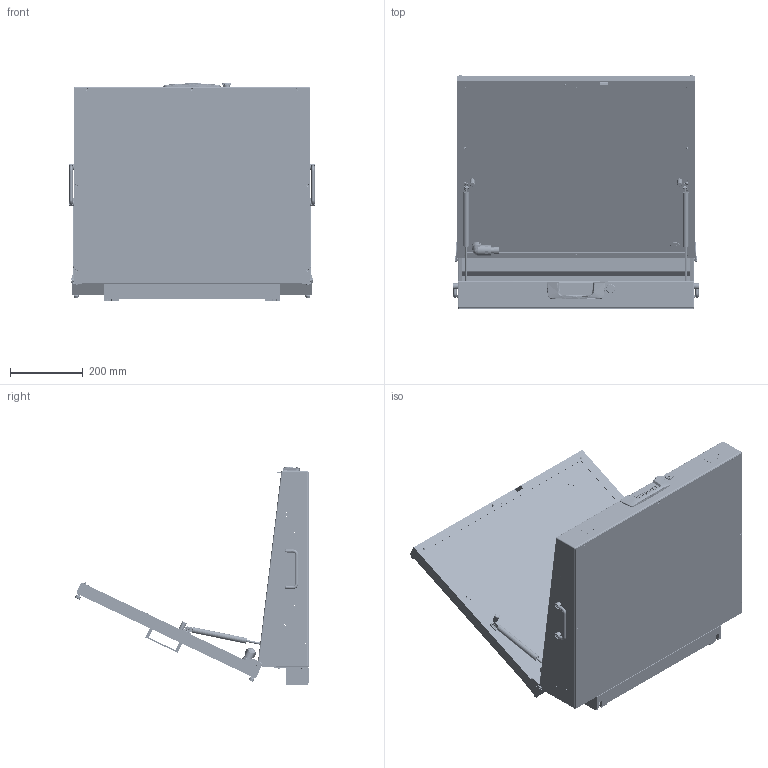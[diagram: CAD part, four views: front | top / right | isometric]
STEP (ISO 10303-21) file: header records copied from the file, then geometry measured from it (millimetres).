
FILE_DESCRIPTION (( 'STEP AP214' ), '1' );
FILE_NAME ('INGUN_114622_open.STEP', '2025-07-29T07:56:26', ( '' ), ( '' ), 'SwSTEP 2.0', 'SolidWorks 2023', '' );
FILE_SCHEMA (( 'AUTOMOTIVE_DESIGN' ));
Length unit declared in the file: millimetre
Products named in the file (80): 113760~4_S; 114196_002~0; 11683~0; 116283~0_S; 113592~0_S; DIN913~n_M03,0x06 VA; 112035~2; 8078~0_ausgefahren<Standard>; 116284~0_S; 116832~0_S; 107216_einteilig~2_KUNDE<S>; DIN125~n_05,3 M05,0 Fase VA; ISO7380~n_M04,0x012; 109683~0_S; DIN934~n_M04,0 A2; 116281~0_S; 107216~2_KUNDE<S>; 114196~0; 2229~6; 45545~0_S; ISO7380~n_M03,0x005; 116542~2_S; 3366~0; 113757~6_KUNDE<S>; 19420~3; ASR~asr_Øi05,2x03xØa10; 116128~1_S; 105791~0; 32171~1_S; DIN923~n_M04x03; 11657~0; 8078_1~0; 110324~0_Spring Pin 3 x 14 - St; 113714~1; 114364~0_S; DIN988~n_06x12x0,1; 2196~7; 112992~2_S; 114196_001~0; 112838~2_S ...
Assembly tree (176 placements, depth 5):
  INGUN_114622_open
    113786~5_S
      113787~3_S
      32171~1_S
      112024~0_S
      112025~4_S
      DIN125~n_04,3 M04,0 VA
      DIN985-A2~n_M04,0
      DIN912~n_M04,0x016
      112026~0_Mitte<S>
      112992~2_S  x2
      49317~0  x2
      ISO7380~n_M03,0x005
      114196~0  x2
        114196_001~0
        114196_002~0
        114196_003~0
        114196_004~0_S
      114364~0_S
      DIN934~n_M04,0 A2
      116832~0_S
        116542~2_S
        DIN913~n_M03,0x06 VA
        114364~0_S
    113757~6_KUNDE<S>
      115768~1_S
        113758~2_S
        Gewindebuchse~n_M04-07,5 offen  x4
        Gewindebuchse~n_M04-05,0 geschlossen  x7
      113759~2_S
      113760~4_S
      107216~2_KUNDE<S>
        107216_einteilig~2_KUNDE<S>
      105791~0  x4
      ASR~asr_Øi05,2x03xØa10  x12
      112838~2_S  x4
      116128~1_S  x2
      116281~0_S  x2
        116282~0_S
          116283~0_S
          DIN125~n_05,3 M05,0 Fase VA
          116284~0_S
        49317~0
        ISO7380~n_M04,0x006
      DIN7~n_04,0m6x006  x2
      42751~1_S
      1607~1  x2
      ISO7380~n_M04,0x012  x4
      19420~3
      11657~0
      11655~0
      11683~0
      ISO7380~n_M03,0x006  x8
      DIN985-A2~n_M04,0  x2
      DIN_6799_-_A2~n_d 5  x4
      2196~7  x2
      DIN7991~n_M04,0x012  x2
      2229~6  x2
      5332~0  x2
      INFO_4562~3_Typenschild 1010
Bounding box: 674 x 642.52 x 598.1 mm (x, y, z)
Volume: 7900970.7 mm3; surface area: 3485984.5 mm2
Topology: 176 solids, 176 shells, 9187 faces, 21894 edges, 13376 vertices
Faces by surface type: plane 3222, cylinder 2838, bspline 2389, cone 556, torus 164, sphere 18
Entity records: 236219 total; most frequent: CARTESIAN_POINT 121897, ORIENTED_EDGE 25760, DIRECTION 17320, EDGE_CURVE 12880, VERTEX_POINT 7697, AXIS2_PLACEMENT_3D 6484, EDGE_LOOP 6123, ADVANCED_FACE 5543
